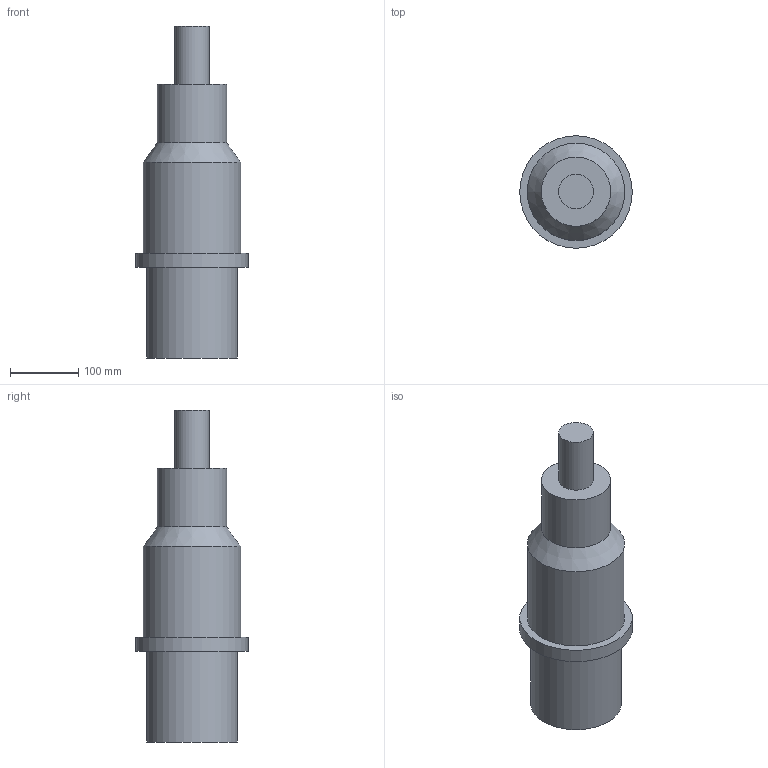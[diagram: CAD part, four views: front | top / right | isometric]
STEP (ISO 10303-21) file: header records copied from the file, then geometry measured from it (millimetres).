
FILE_DESCRIPTION(/* description */ (''),/* implementation_level */ '2;1');
FILE_NAME(/* name */ 'BC501A _Organic_scintillator_module.stp',/* time_stamp */ '2019-10-16T21:36:34-07:00',/* author */ ('Junsong'),/* organization */ (''),/* preprocessor_version */ 'ST-DEVELOPER v17',/* originating_system */ 'Autodesk Inventor 2019',/* authorisation */ '');
FILE_SCHEMA (('AUTOMOTIVE_DESIGN { 1 0 10303 214 3 1 1 }'));
Length unit declared in the file: inch
Products named in the file (1): BC501A _Organic_scintillator_module
Bounding box: 165.1 x 165.1 x 487.36 mm (x, y, z)
Volume: 5649413.7 mm3; surface area: 215894.4 mm2
Topology: 1 solids, 1 shells, 11 faces, 18 edges, 12 vertices
Faces by surface type: cylinder 5, plane 5, cone 1
Full cylindrical faces by diameter (mm): 50.8 x1, 101.6 x1, 133.35 x1, 142.875 x1, 165.1 x1
Entity records: 305 total; most frequent: DIRECTION 54, CARTESIAN_POINT 42, ORIENTED_EDGE 36, AXIS2_PLACEMENT_3D 24, EDGE_CURVE 18, EDGE_LOOP 14, CIRCLE 12, VERTEX_POINT 12
